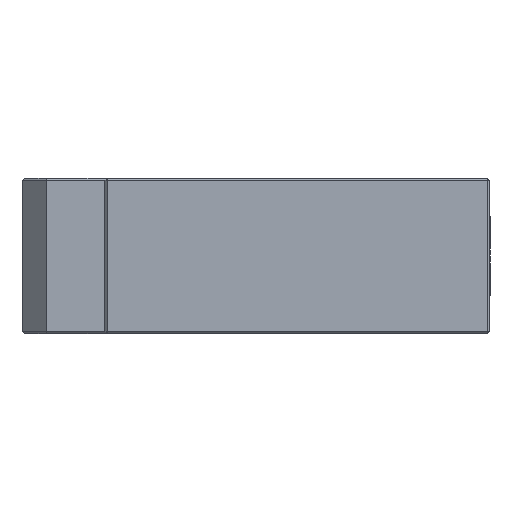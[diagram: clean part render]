
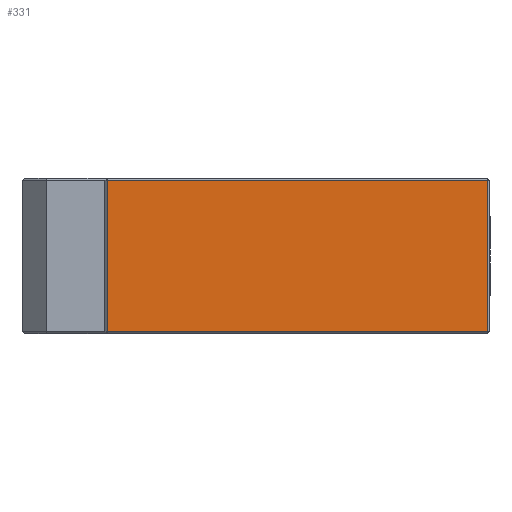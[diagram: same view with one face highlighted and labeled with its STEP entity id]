
A CAD part, left-side view. The second image highlights one B-rep face of the part: STEP entity #331.
In plain terms, the highlighted planar face has unit normal (-1, 0, 0).
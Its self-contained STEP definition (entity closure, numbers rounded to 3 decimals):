
#193 = VERTEX_POINT ( 'NONE', #1306 ) ;
#194 = VERTEX_POINT ( 'NONE', #1307 ) ;
#195 = VERTEX_POINT ( 'NONE', #1308 ) ;
#196 = VERTEX_POINT ( 'NONE', #1309 ) ;
#331 = ADVANCED_FACE ( 'NONE', ( #2094 ), #1955, .F. ) ;
#426 = EDGE_CURVE ( 'NONE', #194, #195, #2632, .T. ) ;
#427 = EDGE_CURVE ( 'NONE', #193, #194, #2635, .T. ) ;
#428 = EDGE_CURVE ( 'NONE', #195, #196, #2638, .T. ) ;
#429 = EDGE_CURVE ( 'NONE', #196, #193, #2641, .T. ) ;
#768 = EDGE_LOOP ( 'NONE', ( #953, #957, #956, #958 ) ) ;
#953 = ORIENTED_EDGE ( 'NONE', *, *, #427, .T. ) ;
#956 = ORIENTED_EDGE ( 'NONE', *, *, #428, .T. ) ;
#957 = ORIENTED_EDGE ( 'NONE', *, *, #426, .T. ) ;
#958 = ORIENTED_EDGE ( 'NONE', *, *, #429, .T. ) ;
#1306 = CARTESIAN_POINT ( 'NONE',  ( -70., 26.5, 15.5 ) ) ;
#1307 = CARTESIAN_POINT ( 'NONE',  ( -70., 26.5, -15.5 ) ) ;
#1308 = CARTESIAN_POINT ( 'NONE',  ( -70., -51.5, -15.5 ) ) ;
#1309 = CARTESIAN_POINT ( 'NONE',  ( -70., -51.5, 15.5 ) ) ;
#1955 = PLANE ( 'NONE',  #2093 ) ;
#1956 = CARTESIAN_POINT ( 'NONE',  ( -70., 27., 16. ) ) ;
#1957 = DIRECTION ( 'NONE',  ( 1., 0., 0. ) ) ;
#1958 = DIRECTION ( 'NONE',  ( 0., 1., 0. ) ) ;
#2093 = AXIS2_PLACEMENT_3D ( 'NONE', #1956, #1957, #1958 ) ;
#2094 = FACE_OUTER_BOUND ( 'NONE', #768, .T. ) ;
#2548 = VECTOR ( 'NONE', #2634, 1000. ) ;
#2549 = VECTOR ( 'NONE', #2637, 1000. ) ;
#2550 = VECTOR ( 'NONE', #2640, 1000. ) ;
#2551 = VECTOR ( 'NONE', #2643, 1000. ) ;
#2632 = LINE ( 'NONE', #2633, #2548 ) ;
#2633 = CARTESIAN_POINT ( 'NONE',  ( -70., 27., -15.5 ) ) ;
#2634 = DIRECTION ( 'NONE',  ( 0., -1., 0. ) ) ;
#2635 = LINE ( 'NONE', #2636, #2549 ) ;
#2636 = CARTESIAN_POINT ( 'NONE',  ( -70., 26.5, 16. ) ) ;
#2637 = DIRECTION ( 'NONE',  ( 0., 0., -1. ) ) ;
#2638 = LINE ( 'NONE', #2639, #2550 ) ;
#2639 = CARTESIAN_POINT ( 'NONE',  ( -70., -51.5, 16. ) ) ;
#2640 = DIRECTION ( 'NONE',  ( 0., 0., 1. ) ) ;
#2641 = LINE ( 'NONE', #2642, #2551 ) ;
#2642 = CARTESIAN_POINT ( 'NONE',  ( -70., 27., 15.5 ) ) ;
#2643 = DIRECTION ( 'NONE',  ( 0., 1., 0. ) ) ;
